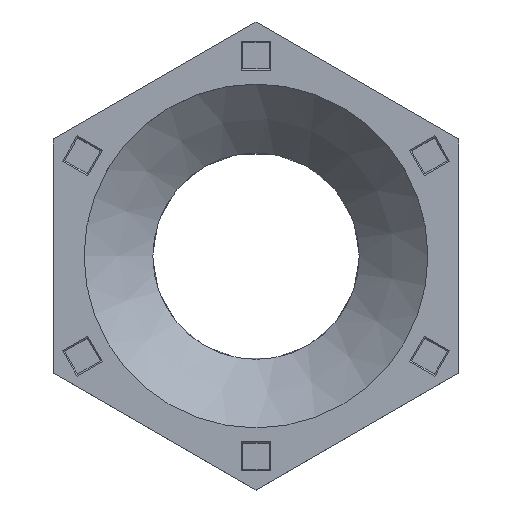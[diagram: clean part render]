
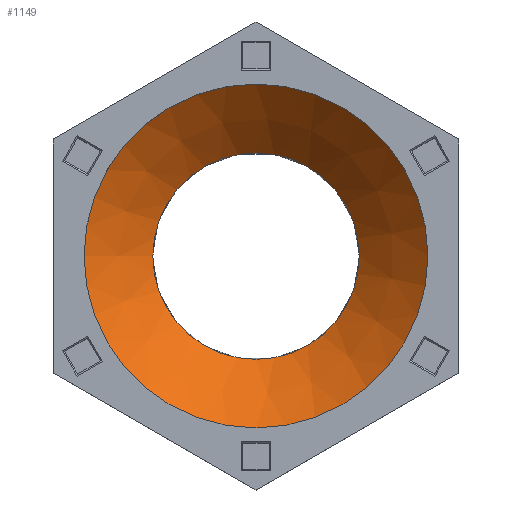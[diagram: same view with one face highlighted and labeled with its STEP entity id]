
A CAD part, top view. The second image highlights one B-rep face of the part: STEP entity #1149.
In plain terms, the highlighted conical face has half-angle 45 degrees and reference radius 24.8 mm.
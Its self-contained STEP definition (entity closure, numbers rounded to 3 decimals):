
#15=CONICAL_SURFACE('',#1235,24.8,0.785);
#32=CIRCLE('',#1234,31.);
#33=CIRCLE('',#1236,18.6);
#100=FACE_OUTER_BOUND('',#170,.T.);
#170=EDGE_LOOP('',(#970,#971,#972,#973));
#323=LINE('',#1842,#468);
#468=VECTOR('',#1520,24.8);
#560=VERTEX_POINT('',#1837);
#561=VERTEX_POINT('',#1841);
#707=EDGE_CURVE('',#560,#560,#32,.T.);
#708=EDGE_CURVE('',#560,#561,#323,.T.);
#709=EDGE_CURVE('',#561,#561,#33,.T.);
#970=ORIENTED_EDGE('',*,*,#707,.T.);
#971=ORIENTED_EDGE('',*,*,#708,.T.);
#972=ORIENTED_EDGE('',*,*,#709,.F.);
#973=ORIENTED_EDGE('',*,*,#708,.F.);
#1149=ADVANCED_FACE('',(#100),#15,.F.);
#1234=AXIS2_PLACEMENT_3D('',#1839,#1516,#1517);
#1235=AXIS2_PLACEMENT_3D('',#1840,#1518,#1519);
#1236=AXIS2_PLACEMENT_3D('',#1843,#1521,#1522);
#1516=DIRECTION('center_axis',(0.,0.,1.));
#1517=DIRECTION('ref_axis',(1.,0.,0.));
#1518=DIRECTION('center_axis',(0.,0.,1.));
#1519=DIRECTION('ref_axis',(1.,0.,0.));
#1520=DIRECTION('',(0.707,0.,-0.707));
#1521=DIRECTION('center_axis',(0.,0.,1.));
#1522=DIRECTION('ref_axis',(1.,0.,0.));
#1837=CARTESIAN_POINT('',(-31.,0.,-7.));
#1839=CARTESIAN_POINT('Origin',(0.,0.,-7.));
#1840=CARTESIAN_POINT('Origin',(0.,0.,-13.2));
#1841=CARTESIAN_POINT('',(-18.6,0.,-19.4));
#1842=CARTESIAN_POINT('',(-24.8,0.,-13.2));
#1843=CARTESIAN_POINT('Origin',(0.,0.,-19.4));
